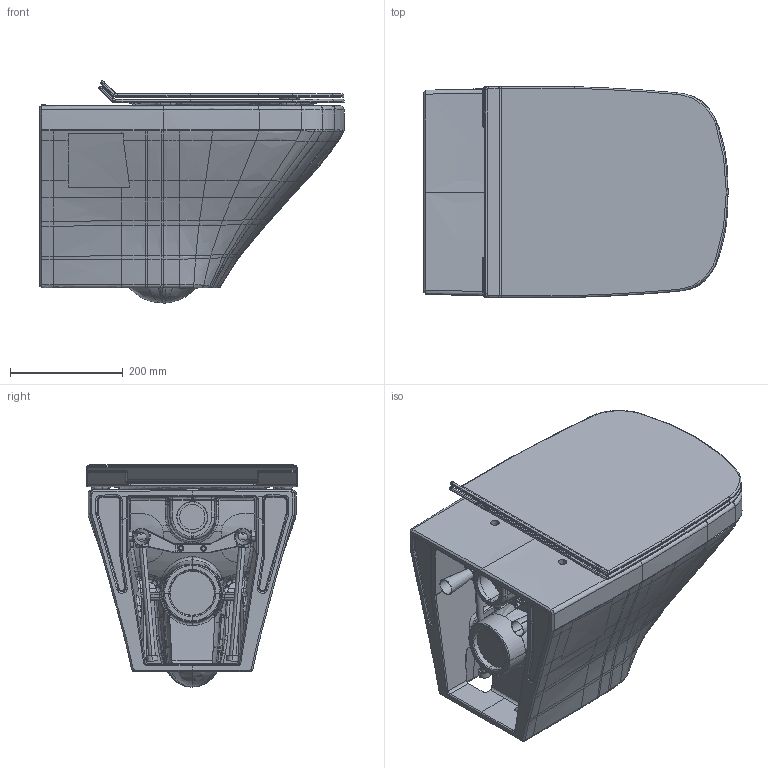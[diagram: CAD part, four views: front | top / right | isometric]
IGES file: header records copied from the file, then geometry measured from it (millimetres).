
Global section: file name: No Iges File Name specified; native system: Autodesk Inventor 2011; preprocessor: AutoDesk Inventor Iges Exporter R2011; author: Administrator; date: 20141025.134758; units: millimetre
Bounding box: 540 x 374.52 x 394.6 mm (x, y, z)
Volume: 19818488.5 mm3; surface area: 1819893 mm2
Topology: 15 solids, 15 shells, 1918 faces, 4441 edges, 2532 vertices
Faces by surface type: bspline 1385, cylinder 149, plane 141, revolution 140, torus 73, cone 18, sphere 12
